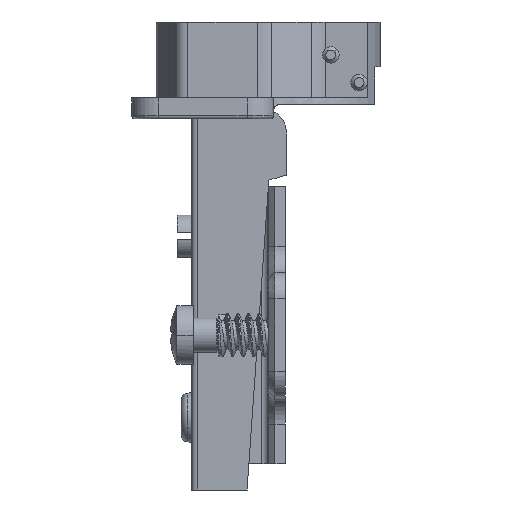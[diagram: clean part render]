
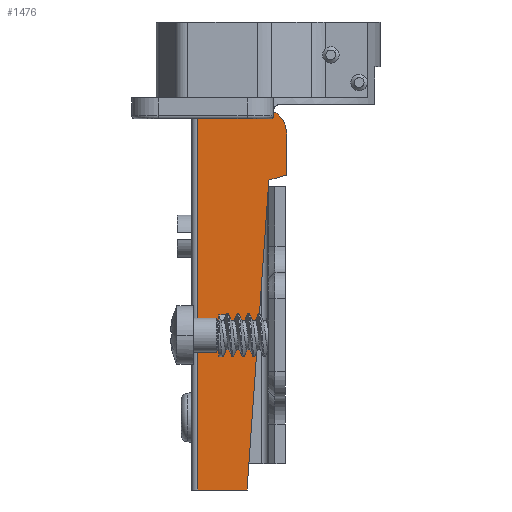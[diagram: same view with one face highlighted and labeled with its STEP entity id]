
A CAD part, left-side view. The second image highlights one B-rep face of the part: STEP entity #1476.
In plain terms, the highlighted planar face has unit normal (-1, 0, 0).
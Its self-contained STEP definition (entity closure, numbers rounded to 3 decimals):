
#41 = CARTESIAN_POINT ( 'NONE',  ( -8.25, -3.9, 65.15 ) ) ;
#111 = CARTESIAN_POINT ( 'NONE',  ( -8.25, -8.5, 0. ) ) ;
#155 = EDGE_LOOP ( 'NONE', ( #499, #4337, #15002, #6903, #7833, #7918, #12260, #4286, #3552, #8610, #14065, #3951, #5231 ) ) ;
#407 = CARTESIAN_POINT ( 'NONE',  ( -8.25, -9.5, 58. ) ) ;
#498 = CARTESIAN_POINT ( 'NONE',  ( -8.25, -9.5, 65. ) ) ;
#499 = ORIENTED_EDGE ( 'NONE', *, *, #2199, .F. ) ;
#545 = CARTESIAN_POINT ( 'NONE',  ( -8.25, -9.5, 58. ) ) ;
#666 = EDGE_CURVE ( 'NONE', #15694, #5982, #1380, .T. ) ;
#1055 = CIRCLE ( 'NONE', #3577, 2. ) ;
#1109 = LINE ( 'NONE', #13158, #15355 ) ;
#1148 = VERTEX_POINT ( 'NONE', #111 ) ;
#1227 = DIRECTION ( 'NONE',  ( 1., 0., 0. ) ) ;
#1380 = CIRCLE ( 'NONE', #16552, 4. ) ;
#1425 = VERTEX_POINT ( 'NONE', #17155 ) ;
#1476 = ADVANCED_FACE ( 'NONE', ( #14517, #14268 ), #2468, .F. ) ;
#1601 = DIRECTION ( 'NONE',  ( 0., 0.07, -0.998 ) ) ;
#1805 = CARTESIAN_POINT ( 'NONE',  ( -8.25, -1.5, 65. ) ) ;
#1900 = CARTESIAN_POINT ( 'NONE',  ( -8.25, -14.5, 54. ) ) ;
#1949 = EDGE_CURVE ( 'NONE', #13036, #8248, #12090, .T. ) ;
#1986 = DIRECTION ( 'NONE',  ( 0., -1., 0. ) ) ;
#2051 = VERTEX_POINT ( 'NONE', #1805 ) ;
#2199 = EDGE_CURVE ( 'NONE', #5753, #14596, #15353, .T. ) ;
#2249 = CIRCLE ( 'NONE', #12062, 1.25 ) ;
#2468 = PLANE ( 'NONE',  #5141 ) ;
#2864 = EDGE_CURVE ( 'NONE', #3804, #16562, #8387, .T. ) ;
#3010 = VECTOR ( 'NONE', #1601, 1000. ) ;
#3107 = VECTOR ( 'NONE', #1986, 1000. ) ;
#3172 = VECTOR ( 'NONE', #16244, 1000. ) ;
#3495 = CARTESIAN_POINT ( 'NONE',  ( -8.25, -1.5, 60. ) ) ;
#3552 = ORIENTED_EDGE ( 'NONE', *, *, #1949, .F. ) ;
#3577 = AXIS2_PLACEMENT_3D ( 'NONE', #11167, #12488, #7046 ) ;
#3588 = DIRECTION ( 'NONE',  ( 0., 0., -1. ) ) ;
#3701 = DIRECTION ( 'NONE',  ( 0., 0.961, -0.275 ) ) ;
#3749 = LINE ( 'NONE', #11916, #9415 ) ;
#3804 = VERTEX_POINT ( 'NONE', #12874 ) ;
#3951 = ORIENTED_EDGE ( 'NONE', *, *, #9520, .F. ) ;
#4104 = EDGE_CURVE ( 'NONE', #16562, #3804, #2249, .T. ) ;
#4199 = EDGE_CURVE ( 'NONE', #8248, #15694, #15306, .T. ) ;
#4286 = ORIENTED_EDGE ( 'NONE', *, *, #4199, .F. ) ;
#4337 = ORIENTED_EDGE ( 'NONE', *, *, #14097, .T. ) ;
#4415 = CIRCLE ( 'NONE', #6940, 2. ) ;
#4519 = EDGE_CURVE ( 'NONE', #13885, #15667, #6262, .T. ) ;
#4786 = EDGE_CURVE ( 'NONE', #9006, #13036, #1055, .T. ) ;
#4890 = DIRECTION ( 'NONE',  ( 0., 0., -1. ) ) ;
#4990 = DIRECTION ( 'NONE',  ( 0., 0., -1. ) ) ;
#5068 = CARTESIAN_POINT ( 'NONE',  ( -8.25, -10.5, 54. ) ) ;
#5141 = AXIS2_PLACEMENT_3D ( 'NONE', #13279, #1227, #6257 ) ;
#5153 = LINE ( 'NONE', #3495, #11126 ) ;
#5231 = ORIENTED_EDGE ( 'NONE', *, *, #14031, .F. ) ;
#5458 = CARTESIAN_POINT ( 'NONE',  ( -8.25, -3.9, 63.9 ) ) ;
#5465 = CARTESIAN_POINT ( 'NONE',  ( -8.25, -7.5, 67. ) ) ;
#5753 = VERTEX_POINT ( 'NONE', #10264 ) ;
#5764 = DIRECTION ( 'NONE',  ( 0., 0., -1. ) ) ;
#5854 = ORIENTED_EDGE ( 'NONE', *, *, #2864, .T. ) ;
#5982 = VERTEX_POINT ( 'NONE', #12096 ) ;
#6134 = DIRECTION ( 'NONE',  ( 1., 0., 0. ) ) ;
#6257 = DIRECTION ( 'NONE',  ( 0., 0., -1. ) ) ;
#6262 = LINE ( 'NONE', #16834, #11991 ) ;
#6465 = CARTESIAN_POINT ( 'NONE',  ( -8.25, -9.5, 65. ) ) ;
#6903 = ORIENTED_EDGE ( 'NONE', *, *, #9868, .F. ) ;
#6940 = AXIS2_PLACEMENT_3D ( 'NONE', #14041, #6134, #4890 ) ;
#7046 = DIRECTION ( 'NONE',  ( 0., 0., -1. ) ) ;
#7833 = ORIENTED_EDGE ( 'NONE', *, *, #4519, .F. ) ;
#7918 = ORIENTED_EDGE ( 'NONE', *, *, #12998, .F. ) ;
#7999 = CARTESIAN_POINT ( 'NONE',  ( -8.25, -1.5, 60. ) ) ;
#8248 = VERTEX_POINT ( 'NONE', #407 ) ;
#8256 = DIRECTION ( 'NONE',  ( 0., 0., -1. ) ) ;
#8267 = LINE ( 'NONE', #13643, #3010 ) ;
#8354 = VECTOR ( 'NONE', #11252, 1000. ) ;
#8387 = CIRCLE ( 'NONE', #13726, 1.25 ) ;
#8610 = ORIENTED_EDGE ( 'NONE', *, *, #4786, .F. ) ;
#8634 = CARTESIAN_POINT ( 'NONE',  ( -8.25, -11.8, 47. ) ) ;
#8893 = CARTESIAN_POINT ( 'NONE',  ( -8.25, -10.5, 58. ) ) ;
#9006 = VERTEX_POINT ( 'NONE', #5465 ) ;
#9105 = DIRECTION ( 'NONE',  ( 0., 1., 0. ) ) ;
#9344 = DIRECTION ( 'NONE',  ( 1., 0., 0. ) ) ;
#9415 = VECTOR ( 'NONE', #9105, 1000. ) ;
#9520 = EDGE_CURVE ( 'NONE', #2051, #1425, #4415, .T. ) ;
#9680 = VECTOR ( 'NONE', #5764, 1000. ) ;
#9868 = EDGE_CURVE ( 'NONE', #15667, #1148, #8267, .T. ) ;
#10264 = CARTESIAN_POINT ( 'NONE',  ( -8.25, -1., 60. ) ) ;
#10488 = EDGE_CURVE ( 'NONE', #1148, #16775, #3749, .T. ) ;
#10502 = DIRECTION ( 'NONE',  ( 0., 0., 1. ) ) ;
#10818 = DIRECTION ( 'NONE',  ( 0., 0., -1. ) ) ;
#11126 = VECTOR ( 'NONE', #10502, 1000. ) ;
#11167 = CARTESIAN_POINT ( 'NONE',  ( -8.25, -7.5, 65. ) ) ;
#11252 = DIRECTION ( 'NONE',  ( 0., -1., 0. ) ) ;
#11289 = EDGE_LOOP ( 'NONE', ( #5854, #14346 ) ) ;
#11584 = EDGE_CURVE ( 'NONE', #1425, #9006, #17307, .T. ) ;
#11642 = CARTESIAN_POINT ( 'NONE',  ( -8.25, 0., 60. ) ) ;
#11916 = CARTESIAN_POINT ( 'NONE',  ( -8.25, -8.5, 0. ) ) ;
#11991 = VECTOR ( 'NONE', #3701, 1000. ) ;
#12062 = AXIS2_PLACEMENT_3D ( 'NONE', #12133, #13731, #10818 ) ;
#12090 = LINE ( 'NONE', #6465, #15261 ) ;
#12096 = CARTESIAN_POINT ( 'NONE',  ( -8.25, -14.5, 54. ) ) ;
#12128 = DIRECTION ( 'NONE',  ( 1., 0., 0. ) ) ;
#12133 = CARTESIAN_POINT ( 'NONE',  ( -8.25, -3.9, 63.9 ) ) ;
#12260 = ORIENTED_EDGE ( 'NONE', *, *, #666, .F. ) ;
#12488 = DIRECTION ( 'NONE',  ( 1., 0., 0. ) ) ;
#12535 = LINE ( 'NONE', #1900, #9680 ) ;
#12874 = CARTESIAN_POINT ( 'NONE',  ( -8.25, -3.9, 62.65 ) ) ;
#12998 = EDGE_CURVE ( 'NONE', #5982, #13885, #12535, .T. ) ;
#13036 = VERTEX_POINT ( 'NONE', #498 ) ;
#13158 = CARTESIAN_POINT ( 'NONE',  ( -8.25, -1., 65. ) ) ;
#13279 = CARTESIAN_POINT ( 'NONE',  ( -8.25, -3.5, 65. ) ) ;
#13442 = CARTESIAN_POINT ( 'NONE',  ( -8.25, -3.5, 67. ) ) ;
#13643 = CARTESIAN_POINT ( 'NONE',  ( -8.25, -11.8, 47. ) ) ;
#13726 = AXIS2_PLACEMENT_3D ( 'NONE', #5458, #12128, #8256 ) ;
#13731 = DIRECTION ( 'NONE',  ( 1., 0., 0. ) ) ;
#13885 = VERTEX_POINT ( 'NONE', #15463 ) ;
#14031 = EDGE_CURVE ( 'NONE', #14596, #2051, #5153, .T. ) ;
#14041 = CARTESIAN_POINT ( 'NONE',  ( -8.25, -3.5, 65. ) ) ;
#14065 = ORIENTED_EDGE ( 'NONE', *, *, #11584, .F. ) ;
#14097 = EDGE_CURVE ( 'NONE', #5753, #16775, #1109, .T. ) ;
#14268 = FACE_OUTER_BOUND ( 'NONE', #155, .T. ) ;
#14346 = ORIENTED_EDGE ( 'NONE', *, *, #4104, .T. ) ;
#14517 = FACE_BOUND ( 'NONE', #11289, .T. ) ;
#14562 = DIRECTION ( 'NONE',  ( 0., 0., -1. ) ) ;
#14596 = VERTEX_POINT ( 'NONE', #7999 ) ;
#15002 = ORIENTED_EDGE ( 'NONE', *, *, #10488, .F. ) ;
#15261 = VECTOR ( 'NONE', #14562, 1000. ) ;
#15306 = LINE ( 'NONE', #545, #8354 ) ;
#15353 = LINE ( 'NONE', #11642, #3107 ) ;
#15355 = VECTOR ( 'NONE', #3588, 1000. ) ;
#15425 = CARTESIAN_POINT ( 'NONE',  ( -8.25, -1., 0. ) ) ;
#15463 = CARTESIAN_POINT ( 'NONE',  ( -8.25, -14.5, 47.773 ) ) ;
#15667 = VERTEX_POINT ( 'NONE', #8634 ) ;
#15694 = VERTEX_POINT ( 'NONE', #8893 ) ;
#16244 = DIRECTION ( 'NONE',  ( 0., -1., 0. ) ) ;
#16552 = AXIS2_PLACEMENT_3D ( 'NONE', #5068, #9344, #4990 ) ;
#16562 = VERTEX_POINT ( 'NONE', #41 ) ;
#16775 = VERTEX_POINT ( 'NONE', #15425 ) ;
#16834 = CARTESIAN_POINT ( 'NONE',  ( -8.25, -14.5, 47.773 ) ) ;
#17155 = CARTESIAN_POINT ( 'NONE',  ( -8.25, -3.5, 67. ) ) ;
#17307 = LINE ( 'NONE', #13442, #3172 ) ;
